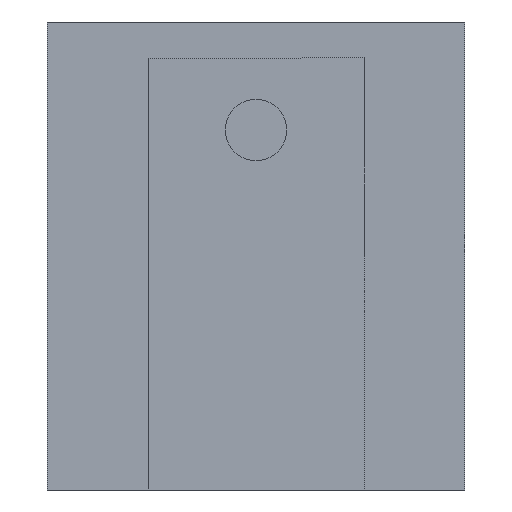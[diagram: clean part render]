
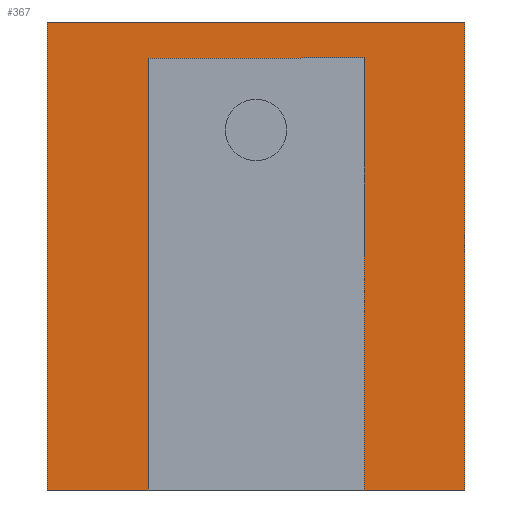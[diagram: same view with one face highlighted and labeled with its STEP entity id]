
A CAD part, front view. The second image highlights one B-rep face of the part: STEP entity #367.
In plain terms, the highlighted planar face has unit normal (0, -1, 0).
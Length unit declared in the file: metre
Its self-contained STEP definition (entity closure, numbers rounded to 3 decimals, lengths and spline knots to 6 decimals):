
#12=PLANE('',#403);
#30=LINE('',#547,#68);
#31=LINE('',#550,#69);
#32=LINE('',#552,#70);
#33=LINE('',#554,#71);
#34=LINE('',#556,#72);
#35=LINE('',#558,#73);
#36=LINE('',#560,#74);
#37=LINE('',#562,#75);
#68=VECTOR('',#444,1.);
#69=VECTOR('',#445,1.);
#70=VECTOR('',#446,1.);
#71=VECTOR('',#447,1.);
#72=VECTOR('',#448,1.);
#73=VECTOR('',#449,1.);
#74=VECTOR('',#450,1.);
#75=VECTOR('',#451,1.);
#108=ORIENTED_EDGE('',*,*,#206,.T.);
#109=ORIENTED_EDGE('',*,*,#207,.T.);
#110=ORIENTED_EDGE('',*,*,#208,.T.);
#111=ORIENTED_EDGE('',*,*,#209,.F.);
#112=ORIENTED_EDGE('',*,*,#210,.T.);
#113=ORIENTED_EDGE('',*,*,#211,.F.);
#114=ORIENTED_EDGE('',*,*,#212,.F.);
#115=ORIENTED_EDGE('',*,*,#213,.T.);
#206=EDGE_CURVE('',#255,#256,#30,.T.);
#207=EDGE_CURVE('',#256,#257,#31,.T.);
#208=EDGE_CURVE('',#257,#258,#32,.T.);
#209=EDGE_CURVE('',#259,#258,#33,.T.);
#210=EDGE_CURVE('',#259,#260,#34,.T.);
#211=EDGE_CURVE('',#261,#260,#35,.T.);
#212=EDGE_CURVE('',#262,#261,#36,.T.);
#213=EDGE_CURVE('',#262,#255,#37,.T.);
#255=VERTEX_POINT('',#548);
#256=VERTEX_POINT('',#549);
#257=VERTEX_POINT('',#551);
#258=VERTEX_POINT('',#553);
#259=VERTEX_POINT('',#555);
#260=VERTEX_POINT('',#557);
#261=VERTEX_POINT('',#559);
#262=VERTEX_POINT('',#561);
#298=EDGE_LOOP('',(#108,#109,#110,#111,#112,#113,#114,#115));
#330=FACE_BOUND('',#298,.T.);
#367=ADVANCED_FACE('',(#330),#12,.T.);
#403=AXIS2_PLACEMENT_3D('',#546,#442,#443);
#442=DIRECTION('',(0.,-1.,0.));
#443=DIRECTION('',(1.,0.,0.));
#444=DIRECTION('',(1.,0.,0.));
#445=DIRECTION('',(0.,0.,1.));
#446=DIRECTION('',(1.,0.,0.));
#447=DIRECTION('',(0.,0.,1.));
#448=DIRECTION('',(1.,0.,0.));
#449=DIRECTION('',(0.,0.,-1.));
#450=DIRECTION('',(1.,0.,0.));
#451=DIRECTION('',(0.,0.,-1.));
#546=CARTESIAN_POINT('',(0.,-0.0025,-0.01375));
#547=CARTESIAN_POINT('',(0.,-0.0025,-0.03));
#548=CARTESIAN_POINT('',(-0.0145,-0.0025,-0.03));
#549=CARTESIAN_POINT('',(-0.0075,-0.0025,-0.03));
#550=CARTESIAN_POINT('',(-0.0075,-0.0025,-0.015));
#551=CARTESIAN_POINT('',(-0.0075,-0.0025,0.));
#552=CARTESIAN_POINT('',(0.,-0.0025,0.));
#553=CARTESIAN_POINT('',(0.0075,-0.0025,0.));
#554=CARTESIAN_POINT('',(0.0075,-0.0025,-0.015));
#555=CARTESIAN_POINT('',(0.0075,-0.0025,-0.03));
#556=CARTESIAN_POINT('',(0.,-0.0025,-0.03));
#557=CARTESIAN_POINT('',(0.0145,-0.0025,-0.03));
#558=CARTESIAN_POINT('',(0.0145,-0.0025,-0.01375));
#559=CARTESIAN_POINT('',(0.0145,-0.0025,0.0025));
#560=CARTESIAN_POINT('',(0.,-0.0025,0.0025));
#561=CARTESIAN_POINT('',(-0.0145,-0.0025,0.0025));
#562=CARTESIAN_POINT('',(-0.0145,-0.0025,-0.01375));
